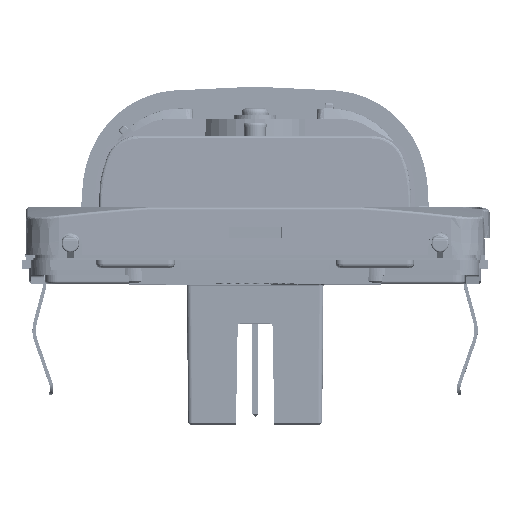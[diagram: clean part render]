
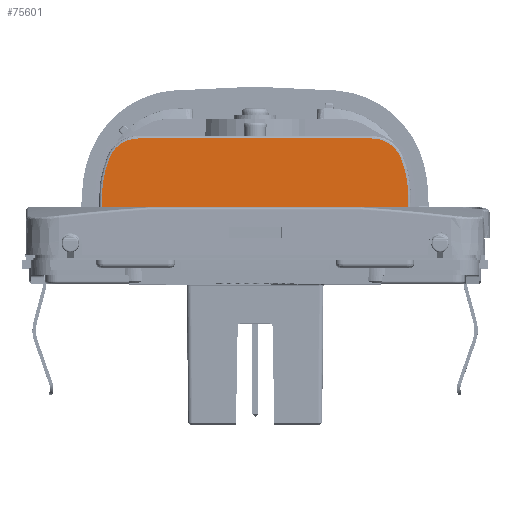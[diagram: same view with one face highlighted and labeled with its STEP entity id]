
A CAD part, top view. The second image highlights one B-rep face of the part: STEP entity #75601.
In plain terms, the highlighted face is planar.
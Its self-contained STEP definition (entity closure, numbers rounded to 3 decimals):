
#52393=DIRECTION('',(-1.,0.,0.));
#52394=VECTOR('',#52393,35.26);
#52395=CARTESIAN_POINT('',(17.63,-20.443,8.8));
#52396=LINE('49690',#52395,#52394);
#61809=DIRECTION('',(-0.017,-0.017,-1.));
#61810=VECTOR('',#61809,1.464);
#61811=CARTESIAN_POINT('',(-17.604,-20.418,
10.264));
#61812=LINE('49669',#61811,#61810);
#61816=CARTESIAN_POINT('',(-16.711,-20.343,
14.539));
#61817=CARTESIAN_POINT('',(-16.823,-20.348,
14.269));
#61818=CARTESIAN_POINT('',(-17.027,-20.357,
13.722));
#61819=CARTESIAN_POINT('',(-17.272,-20.372,
12.876));
#61820=CARTESIAN_POINT('',(-17.453,-20.387,
12.013));
#61821=CARTESIAN_POINT('',(-17.567,-20.402,
11.14));
#61822=CARTESIAN_POINT('',(-17.599,-20.412,
10.556));
#61823=CARTESIAN_POINT('',(-17.604,-20.418,
10.264));
#61828=CARTESIAN_POINT('',(-13.463,-20.305,
16.705));
#61829=CARTESIAN_POINT('',(-13.6,-20.305,
16.705));
#61830=CARTESIAN_POINT('',(-13.874,-20.305,
16.689));
#61831=CARTESIAN_POINT('',(-14.282,-20.307,
16.617));
#61832=CARTESIAN_POINT('',(-14.68,-20.309,
16.497));
#61833=CARTESIAN_POINT('',(-15.061,-20.312,
16.331));
#61834=CARTESIAN_POINT('',(-15.419,-20.315,
16.121));
#61835=CARTESIAN_POINT('',(-15.75,-20.32,
15.871));
#61836=CARTESIAN_POINT('',(-16.05,-20.325,
15.583));
#61837=CARTESIAN_POINT('',(-16.314,-20.33,
15.262));
#61838=CARTESIAN_POINT('',(-16.538,-20.336,
14.913));
#61839=CARTESIAN_POINT('',(-16.658,-20.341,
14.667));
#61840=CARTESIAN_POINT('',(-16.711,-20.343,
14.539));
#61845=DIRECTION('',(-1.,0.,0.));
#61846=VECTOR('',#61845,26.926);
#61847=CARTESIAN_POINT('',(13.463,-20.305,
16.705));
#61848=LINE('49674',#61847,#61846);
#61852=CARTESIAN_POINT('',(16.711,-20.343,
14.539));
#61853=CARTESIAN_POINT('',(16.658,-20.341,
14.667));
#61854=CARTESIAN_POINT('',(16.538,-20.336,
14.913));
#61855=CARTESIAN_POINT('',(16.314,-20.33,
15.262));
#61856=CARTESIAN_POINT('',(16.05,-20.325,
15.583));
#61857=CARTESIAN_POINT('',(15.75,-20.32,
15.871));
#61858=CARTESIAN_POINT('',(15.419,-20.315,
16.121));
#61859=CARTESIAN_POINT('',(15.061,-20.312,
16.331));
#61860=CARTESIAN_POINT('',(14.68,-20.309,
16.497));
#61861=CARTESIAN_POINT('',(14.282,-20.307,
16.617));
#61862=CARTESIAN_POINT('',(13.874,-20.305,
16.689));
#61863=CARTESIAN_POINT('',(13.6,-20.305,
16.705));
#61864=CARTESIAN_POINT('',(13.463,-20.305,
16.705));
#61869=CARTESIAN_POINT('',(17.604,-20.418,
10.264));
#61870=CARTESIAN_POINT('',(17.599,-20.412,
10.556));
#61871=CARTESIAN_POINT('',(17.567,-20.402,
11.14));
#61872=CARTESIAN_POINT('',(17.453,-20.387,
12.013));
#61873=CARTESIAN_POINT('',(17.272,-20.372,
12.876));
#61874=CARTESIAN_POINT('',(17.027,-20.357,
13.722));
#61875=CARTESIAN_POINT('',(16.823,-20.348,
14.269));
#61876=CARTESIAN_POINT('',(16.711,-20.343,
14.539));
#61881=DIRECTION('',(-0.017,0.017,1.));
#61882=VECTOR('',#61881,1.464);
#61883=CARTESIAN_POINT('',(17.63,-20.443,8.8));
#61884=LINE('49680',#61883,#61882);
#61888=CARTESIAN_POINT('',(-17.63,-20.443,8.8));
#62085=CARTESIAN_POINT('',(17.63,-20.443,8.8));
#64588=VERTEX_POINT('',#62085);
#64589=VERTEX_POINT('',#61888);
#65030=CARTESIAN_POINT('',(-17.604,-20.418,
10.264));
#65031=VERTEX_POINT('',#65030);
#65032=VERTEX_POINT('',#61816);
#65034=VERTEX_POINT('',#61828);
#65036=CARTESIAN_POINT('',(13.463,-20.305,
16.705));
#65037=VERTEX_POINT('',#65036);
#65040=VERTEX_POINT('',#61852);
#65042=VERTEX_POINT('',#61869);
#75580=CARTESIAN_POINT('',(-18.315,-20.3,17.));
#75581=DIRECTION('',(0.,1.,-0.017));
#75582=DIRECTION('',(-1.,0.,0.));
#75583=AXIS2_PLACEMENT_3D('',#75580,#75581,#75582);
#75584=PLANE('41839',#75583);
#75586=ORIENTED_EDGE('49669',*,*,#75585,.F.);
#75588=ORIENTED_EDGE('49670',*,*,#75587,.F.);
#75590=ORIENTED_EDGE('49672',*,*,#75589,.F.);
#75591=ORIENTED_EDGE('49674',*,*,#75563,.F.);
#75593=ORIENTED_EDGE('49676',*,*,#75592,.F.);
#75595=ORIENTED_EDGE('49678',*,*,#75594,.F.);
#75597=ORIENTED_EDGE('49680',*,*,#75596,.F.);
#75598=ORIENTED_EDGE('49690',*,*,#66751,.T.);
#75599=EDGE_LOOP('41839',(#75586,#75588,#75590,#75591,#75593,#75595,#75597,
#75598));
#75600=FACE_OUTER_BOUND('41839',#75599,.F.);
#61824=B_SPLINE_CURVE_WITH_KNOTS('49670',3,(#61816,#61817,#61818,#61819,#61820,
#61821,#61822,#61823),.UNSPECIFIED.,.F.,.F.,(4,1,1,1,1,4),(0.,0.2,0.4,
0.6,0.8,1.),.UNSPECIFIED.);
#61841=B_SPLINE_CURVE_WITH_KNOTS('49672',3,(#61828,#61829,#61830,#61831,#61832,
#61833,#61834,#61835,#61836,#61837,#61838,#61839,#61840),.UNSPECIFIED.,.F.,.F.,(
4,1,1,1,1,1,1,1,1,1,4),(0.,0.1,0.2,0.3,0.4,0.5,0.6,0.7,0.8,
0.9,1.),.UNSPECIFIED.);
#61865=B_SPLINE_CURVE_WITH_KNOTS('49676',3,(#61852,#61853,#61854,#61855,#61856,
#61857,#61858,#61859,#61860,#61861,#61862,#61863,#61864),.UNSPECIFIED.,.F.,.F.,(
4,1,1,1,1,1,1,1,1,1,4),(0.,0.1,0.2,0.3,0.4,0.5,0.6,0.7,0.8,
0.9,1.),.UNSPECIFIED.);
#61877=B_SPLINE_CURVE_WITH_KNOTS('49678',3,(#61869,#61870,#61871,#61872,#61873,
#61874,#61875,#61876),.UNSPECIFIED.,.F.,.F.,(4,1,1,1,1,4),(0.,0.2,0.4,
0.6,0.8,1.),.UNSPECIFIED.);
#66751=EDGE_CURVE('49690',#64588,#64589,#52396,.T.);
#75563=EDGE_CURVE('49674',#65037,#65034,#61848,.T.);
#75585=EDGE_CURVE('49669',#65031,#64589,#61812,.T.);
#75587=EDGE_CURVE('49670',#65032,#65031,#61824,.T.);
#75589=EDGE_CURVE('49672',#65034,#65032,#61841,.T.);
#75592=EDGE_CURVE('49676',#65040,#65037,#61865,.T.);
#75594=EDGE_CURVE('49678',#65042,#65040,#61877,.T.);
#75596=EDGE_CURVE('49680',#64588,#65042,#61884,.T.);
#75601=ADVANCED_FACE('41839',(#75600),#75584,.F.);
